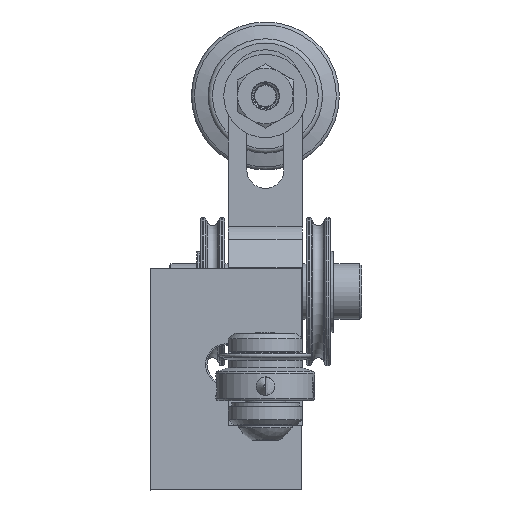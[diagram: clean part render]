
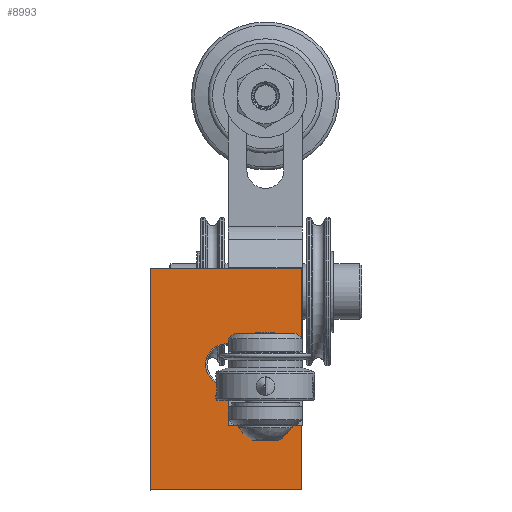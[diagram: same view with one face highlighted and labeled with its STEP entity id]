
A CAD part, front view. The second image highlights one B-rep face of the part: STEP entity #8993.
In plain terms, the highlighted face is planar.
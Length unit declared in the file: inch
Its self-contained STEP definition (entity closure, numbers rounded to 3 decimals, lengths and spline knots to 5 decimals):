
#1658=FACE_OUTER_BOUND('',#2309,.T.);
#2309=EDGE_LOOP('',(#7714,#7715,#7716,#7717,#7718,#7719,#7720,#7721,#7722,
#7723,#7724,#7725,#7726));
#2804=CIRCLE('',#10154,0.01576);
#2808=CIRCLE('',#10160,0.13914);
#2812=CIRCLE('',#10166,0.01576);
#3189=LINE('',#22846,#3642);
#3191=LINE('',#22858,#3644);
#3192=LINE('',#22867,#3645);
#3194=LINE('',#22873,#3647);
#3195=LINE('',#22875,#3648);
#3196=LINE('',#22877,#3649);
#3197=LINE('',#22879,#3650);
#3198=LINE('',#22881,#3651);
#3199=LINE('',#22883,#3652);
#3200=LINE('',#22884,#3653);
#3642=VECTOR('',#12231,0.3937);
#3644=VECTOR('',#12245,0.3937);
#3645=VECTOR('',#12256,0.3937);
#3647=VECTOR('',#12262,0.3937);
#3648=VECTOR('',#12263,0.3937);
#3649=VECTOR('',#12264,0.3937);
#3650=VECTOR('',#12265,0.3937);
#3651=VECTOR('',#12266,0.3937);
#3652=VECTOR('',#12267,0.3937);
#3653=VECTOR('',#12268,0.3937);
#4377=VERTEX_POINT('',#22824);
#4380=VERTEX_POINT('',#22829);
#4381=VERTEX_POINT('',#22842);
#4383=VERTEX_POINT('',#22848);
#4385=VERTEX_POINT('',#22854);
#4387=VERTEX_POINT('',#22860);
#4389=VERTEX_POINT('',#22866);
#4391=VERTEX_POINT('',#22872);
#4392=VERTEX_POINT('',#22874);
#4393=VERTEX_POINT('',#22876);
#4394=VERTEX_POINT('',#22878);
#4395=VERTEX_POINT('',#22880);
#4396=VERTEX_POINT('',#22882);
#5517=EDGE_CURVE('',#4380,#4377,#2804,.T.);
#5520=EDGE_CURVE('',#4377,#4381,#3189,.T.);
#5523=EDGE_CURVE('',#4381,#4383,#2808,.T.);
#5526=EDGE_CURVE('',#4383,#4385,#3191,.T.);
#5529=EDGE_CURVE('',#4385,#4387,#2812,.T.);
#5530=EDGE_CURVE('',#4387,#4389,#3192,.T.);
#5533=EDGE_CURVE('',#4391,#4389,#3194,.T.);
#5534=EDGE_CURVE('',#4380,#4392,#3195,.T.);
#5535=EDGE_CURVE('',#4392,#4393,#3196,.T.);
#5536=EDGE_CURVE('',#4394,#4393,#3197,.T.);
#5537=EDGE_CURVE('',#4394,#4395,#3198,.T.);
#5538=EDGE_CURVE('',#4396,#4395,#3199,.T.);
#5539=EDGE_CURVE('',#4396,#4391,#3200,.T.);
#7714=ORIENTED_EDGE('',*,*,#5533,.T.);
#7715=ORIENTED_EDGE('',*,*,#5530,.F.);
#7716=ORIENTED_EDGE('',*,*,#5529,.F.);
#7717=ORIENTED_EDGE('',*,*,#5526,.F.);
#7718=ORIENTED_EDGE('',*,*,#5523,.F.);
#7719=ORIENTED_EDGE('',*,*,#5520,.F.);
#7720=ORIENTED_EDGE('',*,*,#5517,.F.);
#7721=ORIENTED_EDGE('',*,*,#5534,.T.);
#7722=ORIENTED_EDGE('',*,*,#5535,.T.);
#7723=ORIENTED_EDGE('',*,*,#5536,.F.);
#7724=ORIENTED_EDGE('',*,*,#5537,.T.);
#7725=ORIENTED_EDGE('',*,*,#5538,.F.);
#7726=ORIENTED_EDGE('',*,*,#5539,.T.);
#8556=PLANE('',#10169);
#8993=ADVANCED_FACE('',(#1658),#8556,.F.);
#10154=AXIS2_PLACEMENT_3D('',#22840,#12224,#12225);
#10160=AXIS2_PLACEMENT_3D('',#22852,#12238,#12239);
#10166=AXIS2_PLACEMENT_3D('',#22864,#12252,#12253);
#10169=AXIS2_PLACEMENT_3D('',#22871,#12260,#12261);
#12224=DIRECTION('center_axis',(0.,0.,1.));
#12225=DIRECTION('ref_axis',(0.482,0.876,0.));
#12231=DIRECTION('',(-1.,0.,0.));
#12238=DIRECTION('center_axis',(0.,0.,-1.));
#12239=DIRECTION('ref_axis',(-1.,0.,0.));
#12245=DIRECTION('',(1.,0.,0.));
#12252=DIRECTION('center_axis',(0.,0.,1.));
#12253=DIRECTION('ref_axis',(0.707,-0.707,0.));
#12256=DIRECTION('',(0.,1.,0.));
#12260=DIRECTION('center_axis',(0.,0.,1.));
#12261=DIRECTION('ref_axis',(1.,0.,0.));
#12262=DIRECTION('',(-1.,0.,0.));
#12263=DIRECTION('',(1.,0.,0.));
#12264=DIRECTION('',(0.,-1.,0.));
#12265=DIRECTION('',(1.,0.,0.));
#12266=DIRECTION('',(0.,1.,0.));
#12267=DIRECTION('',(-1.,0.,0.));
#12268=DIRECTION('',(0.,-1.,0.));
#22824=CARTESIAN_POINT('',(0.33112,0.76294,-3.26772));
#22829=CARTESIAN_POINT('',(0.33876,0.76096,-3.26772));
#22840=CARTESIAN_POINT('Origin',(0.33112,0.74718,-3.26772));
#22842=CARTESIAN_POINT('',(0.32455,0.76294,-3.26772));
#22846=CARTESIAN_POINT('',(0.50464,0.76294,-3.26772));
#22848=CARTESIAN_POINT('',(0.32455,1.04121,-3.26772));
#22852=CARTESIAN_POINT('Origin',(0.32455,0.90208,-3.26772));
#22854=CARTESIAN_POINT('',(0.32713,1.04121,-3.26772));
#22858=CARTESIAN_POINT('',(0.48898,1.04121,-3.26772));
#22860=CARTESIAN_POINT('',(0.34288,1.05697,-3.26772));
#22864=CARTESIAN_POINT('Origin',(0.32713,1.05697,-3.26772));
#22866=CARTESIAN_POINT('',(0.34288,1.31696,-3.26772));
#22867=CARTESIAN_POINT('',(0.34288,0.84004,-3.26772));
#22871=CARTESIAN_POINT('Origin',(0.65341,0.96004,-3.26772));
#22872=CARTESIAN_POINT('',(0.83713,1.31696,-3.26772));
#22873=CARTESIAN_POINT('',(0.50314,1.31696,-3.26772));
#22874=CARTESIAN_POINT('',(0.83713,0.76096,-3.26772));
#22875=CARTESIAN_POINT('',(0.75314,0.76096,-3.26772));
#22876=CARTESIAN_POINT('',(0.83713,0.25096,-3.26772));
#22877=CARTESIAN_POINT('',(0.83713,0.58504,-3.26772));
#22878=CARTESIAN_POINT('',(-0.18649,0.25096,-3.26772));
#22879=CARTESIAN_POINT('',(-0.34659,0.25096,-3.26772));
#22880=CARTESIAN_POINT('',(-0.18649,1.75096,-3.26772));
#22881=CARTESIAN_POINT('',(-0.18649,1.33504,-3.26772));
#22882=CARTESIAN_POINT('',(0.83713,1.75096,-3.26772));
#22883=CARTESIAN_POINT('',(1.65341,1.75096,-3.26772));
#22884=CARTESIAN_POINT('',(0.83713,0.58504,-3.26772));
